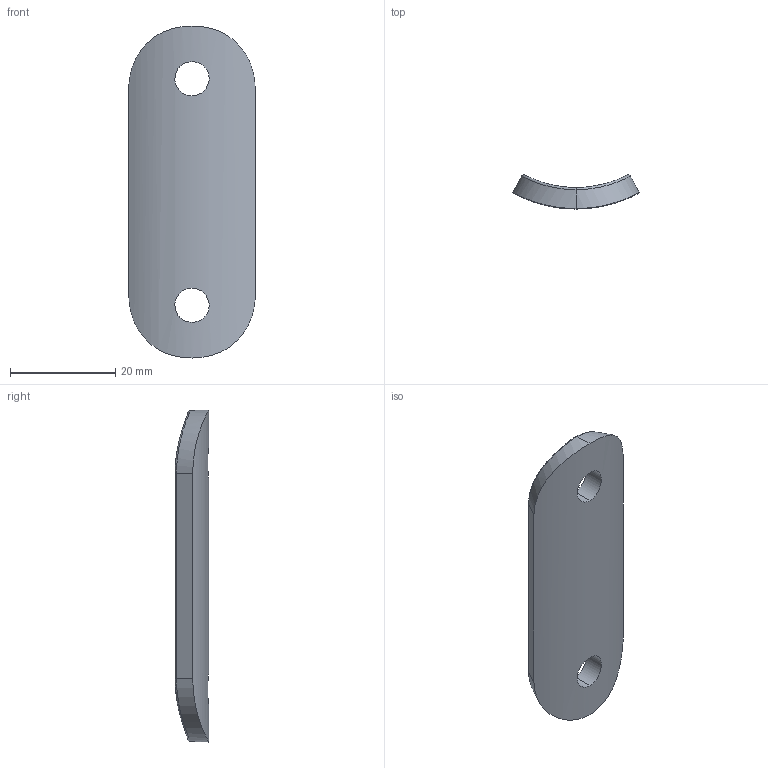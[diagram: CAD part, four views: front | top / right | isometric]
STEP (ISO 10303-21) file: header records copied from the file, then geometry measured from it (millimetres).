
FILE_DESCRIPTION (( 'STEP AP203' ), '1' );
FILE_NAME ('50223-ST-OL.STEP', '2019-02-11T14:43:06', ( '' ), ( '' ), 'SwSTEP 2.0', 'SolidWorks 2015', '' );
FILE_SCHEMA (( 'CONFIG_CONTROL_DESIGN' ));
Length unit declared in the file: millimetre
Products named in the file (1): 50223-ST-OL
Bounding box: 24 x 6.38 x 63 mm (x, y, z)
Volume: 5030 mm3; surface area: 3266.4 mm2
Topology: 1 solids, 1 shells, 255 faces, 681 edges, 452 vertices
Faces by surface type: plane 120, bspline 118, cylinder 17
Entity records: 14193 total; most frequent: CARTESIAN_POINT 8572, ORIENTED_EDGE 1362, DIRECTION 745, EDGE_CURVE 681, VERTEX_POINT 452, LINE 371, VECTOR 371, EDGE_LOOP 283
